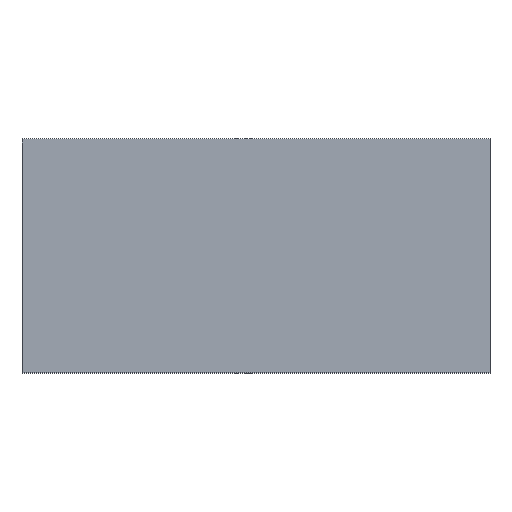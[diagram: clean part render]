
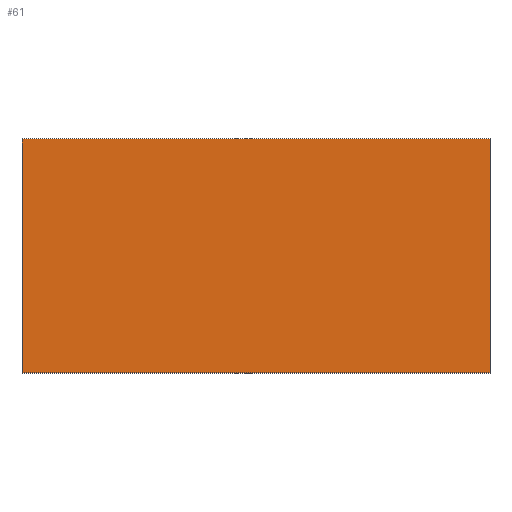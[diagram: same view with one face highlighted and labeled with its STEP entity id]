
A CAD part, top view. The second image highlights one B-rep face of the part: STEP entity #61.
In plain terms, the highlighted planar face has unit normal (0, 0, 1).
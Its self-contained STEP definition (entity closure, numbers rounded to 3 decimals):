
#1 = ORIENTED_EDGE ( 'NONE', *, *, #53, .T. ) ;
#10 = ORIENTED_EDGE ( 'NONE', *, *, #70, .T. ) ;
#16 = VERTEX_POINT ( 'NONE', #35 ) ;
#35 = CARTESIAN_POINT ( 'NONE',  ( -17.78, -8.89, 1.5 ) ) ;
#39 = CARTESIAN_POINT ( 'NONE',  ( -17.78, 8.89, 1.5 ) ) ;
#43 = DIRECTION ( 'NONE',  ( -1., 0., 0. ) ) ;
#53 = EDGE_CURVE ( 'NONE', #142, #16, #169, .T. ) ;
#54 = FACE_OUTER_BOUND ( 'NONE', #150, .T. ) ;
#61 = ADVANCED_FACE ( 'NONE', ( #54 ), #173, .T. ) ;
#64 = CARTESIAN_POINT ( 'NONE',  ( -17.78, -8.89, 1.5 ) ) ;
#70 = EDGE_CURVE ( 'NONE', #218, #190, #191, .T. ) ;
#81 = DIRECTION ( 'NONE',  ( 1., 0., 0. ) ) ;
#92 = CARTESIAN_POINT ( 'NONE',  ( 17.78, -8.89, 1.5 ) ) ;
#97 = LINE ( 'NONE', #92, #109 ) ;
#100 = VECTOR ( 'NONE', #171, 1000. ) ;
#109 = VECTOR ( 'NONE', #167, 1000. ) ;
#121 = ORIENTED_EDGE ( 'NONE', *, *, #172, .T. ) ;
#123 = DIRECTION ( 'NONE',  ( 0., 0., 1. ) ) ;
#125 = EDGE_CURVE ( 'NONE', #16, #218, #97, .T. ) ;
#126 = CARTESIAN_POINT ( 'NONE',  ( 17.78, -8.89, 1.5 ) ) ;
#142 = VERTEX_POINT ( 'NONE', #39 ) ;
#150 = EDGE_LOOP ( 'NONE', ( #1, #221, #10, #121 ) ) ;
#157 = VECTOR ( 'NONE', #162, 1000. ) ;
#162 = DIRECTION ( 'NONE',  ( 0., 1., 0. ) ) ;
#165 = CARTESIAN_POINT ( 'NONE',  ( 17.78, 8.89, 1.5 ) ) ;
#167 = DIRECTION ( 'NONE',  ( 1., 0., 0. ) ) ;
#169 = LINE ( 'NONE', #64, #100 ) ;
#170 = CARTESIAN_POINT ( 'NONE',  ( 17.78, 8.89, 1.5 ) ) ;
#171 = DIRECTION ( 'NONE',  ( 0., -1., 0. ) ) ;
#172 = EDGE_CURVE ( 'NONE', #190, #142, #210, .T. ) ;
#173 = PLANE ( 'NONE',  #227 ) ;
#182 = CARTESIAN_POINT ( 'NONE',  ( 17.78, -8.89, 1.5 ) ) ;
#190 = VERTEX_POINT ( 'NONE', #170 ) ;
#191 = LINE ( 'NONE', #182, #157 ) ;
#200 = CARTESIAN_POINT ( 'NONE',  ( 0., 0., 1.5 ) ) ;
#210 = LINE ( 'NONE', #165, #214 ) ;
#214 = VECTOR ( 'NONE', #43, 1000. ) ;
#218 = VERTEX_POINT ( 'NONE', #126 ) ;
#221 = ORIENTED_EDGE ( 'NONE', *, *, #125, .T. ) ;
#227 = AXIS2_PLACEMENT_3D ( 'NONE', #200, #123, #81 ) ;
